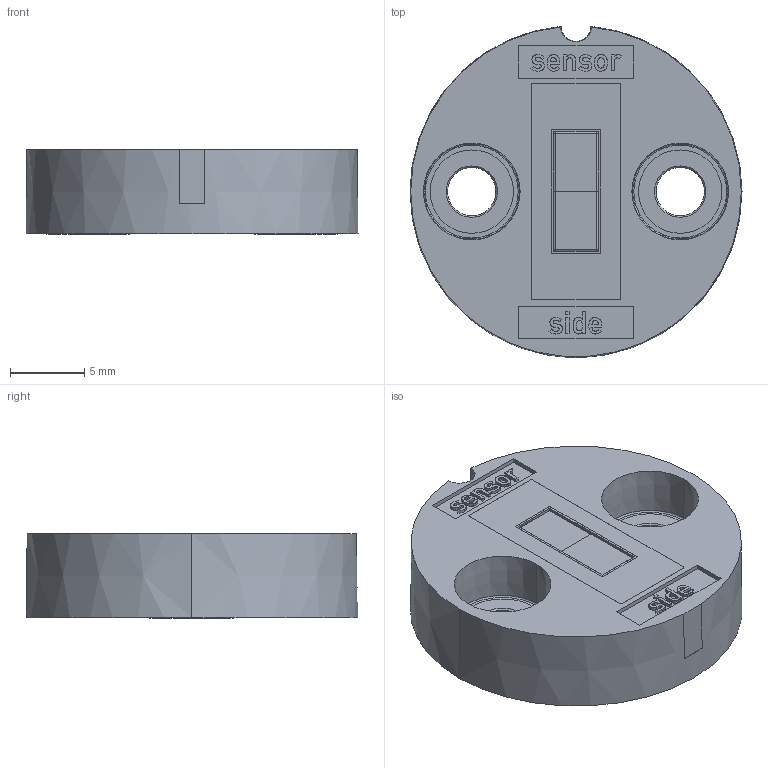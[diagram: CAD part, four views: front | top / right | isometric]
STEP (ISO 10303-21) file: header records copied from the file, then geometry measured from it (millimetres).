
FILE_DESCRIPTION (( 'STEP AP214' ), '1' );
FILE_NAME ('Z-TFC-P30.STEP', '2021-12-01T10:33:47', ( '' ), ( '' ), 'SwSTEP 2.0', 'SolidWorks 2020', '' );
FILE_SCHEMA (( 'AUTOMOTIVE_DESIGN' ));
Length unit declared in the file: millimetre
Products named in the file (5): 900033902_000; 900004966_001; Z-TFC-P30; 900004965_001; 900004963_001
Assembly tree (5 placements, depth 2):
  Z-TFC-P30
    900004966_001
    900004965_001  x2
    900004963_001
    900033902_000
Bounding box: 22.3 x 22.25 x 5.7 mm (x, y, z)
Volume: 1313.8 mm3; surface area: 2414.5 mm2
Topology: 6 solids, 6 shells, 550 faces, 1471 edges, 951 vertices
Faces by surface type: bspline 182, plane 177, cylinder 114, cone 41, torus 28, sphere 8
Entity records: 21183 total; most frequent: CARTESIAN_POINT 8444, ORIENTED_EDGE 2862, DIRECTION 2122, EDGE_CURVE 1431, VERTEX_POINT 931, VECTOR 716, LINE 716, AXIS2_PLACEMENT_3D 703
